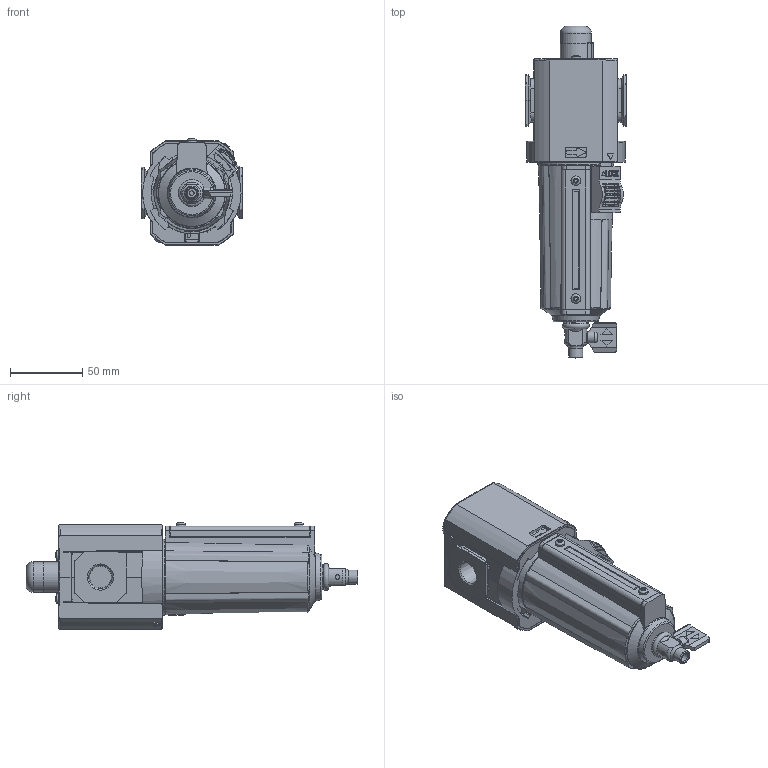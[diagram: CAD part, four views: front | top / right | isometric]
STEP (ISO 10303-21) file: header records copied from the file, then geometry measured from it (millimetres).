
FILE_DESCRIPTION( ( 'STEP AP214' ), '1' );
FILE_NAME( 'F84C-3AD-QD0(0).stp', '2019-03-03T03:16:43', ( '' ), ( '' ), ' ', 'PARTsolutions', ' ' );
FILE_SCHEMA( ( 'AUTOMOTIVE_DESIGN { 1 0 10303 214 1 1 1 1 }' ) );
Length unit declared in the file: millimetre
Products named in the file (10): F84C-3AD-QD0(0); _840001-3-A-F84C; _840036-84_F84C; _840092-89; _840003-52_F84C_B; _840003-50_F84C_D; _840003-52_F84C_S; _5797-60-72; _5797-60-72_L; _5797-60-72_S
Assembly tree (10 placements, depth 2):
  F84C-3AD-QD0(0)
    _840001-3-A-F84C
    _840036-84_F84C
    _840092-89
    _840003-52_F84C_B
    _840003-50_F84C_D
    _840003-52_F84C_S
    _5797-60-72
    _5797-60-72_L
    _5797-60-72_S  x2
Bounding box: 70.25 x 229.45 x 73.46 mm (x, y, z)
Volume: 488166.7 mm3; surface area: 112872 mm2
Topology: 10 solids, 10 shells, 1187 faces, 3174 edges, 2083 vertices
Faces by surface type: plane 580, cylinder 427, torus 82, cone 77, bspline 19, sphere 2
Full cylindrical faces by diameter (mm): 2 x2, 2.85 x2, 3.12 x1, 3.2 x1, 4 x2, 4.134 x2, 4.5 x2, 5.4 x2, 6 x1, 6.35 x1, 6.6 x2, 7 x2, 8 x1, 9.5 x1, 9.728 x1, 10.146 x1, 15.9 x3, 16.075 x1, 21.2 x1, 23 x1, 38.7 x1, 49.6 x1, 49.75 x1, 51.25 x1, 52.5 x2, 53.9 x1, 62.5 x1
Entity records: 46766 total; most frequent: CARTESIAN_POINT 9430, ORIENTED_EDGE 5848, DIRECTION 5741, EDGE_CURVE 2924, AXIS2_PLACEMENT_3D 2121, VERTEX_POINT 1991, LINE 1499, VECTOR 1499
